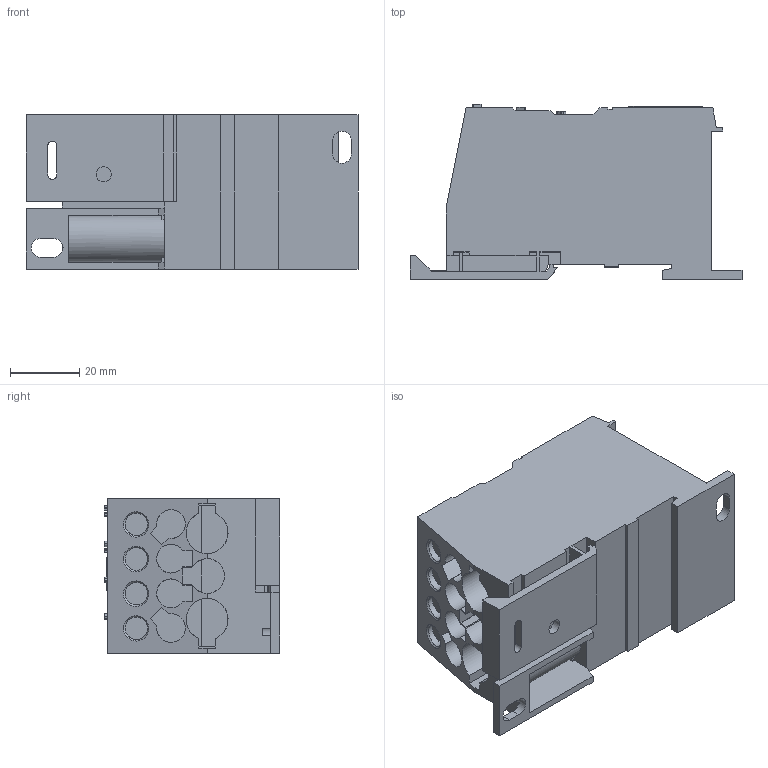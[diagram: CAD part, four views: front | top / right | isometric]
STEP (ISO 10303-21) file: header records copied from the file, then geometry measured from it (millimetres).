
FILE_DESCRIPTION(('FreeCAD Model'),'2;1');
FILE_NAME('1743_SVB_250.stp','2018-09-01T18:17:50',('Author'),(''), 'Open CASCADE STEP processor 7.2','FreeCAD','Unknown');
FILE_SCHEMA(('AUTOMOTIVE_DESIGN { 1 0 10303 214 1 1 1 1 }'));
Length unit declared in the file: millimetre
Products named in the file (1): 1743_SVB_250
Bounding box: 95.8 x 50.5 x 44.6 mm (x, y, z)
Volume: 137901.7 mm3; surface area: 30560.4 mm2
Topology: 1 solids, 1 shells, 414 faces, 1121 edges, 745 vertices
Faces by surface type: plane 261, bspline 120, cylinder 32, cone 1
Full cylindrical faces by diameter (mm): 4.4 x1, 5.3 x8, 5.4 x1, 6.5 x4, 7 x2, 15 x1, 23.7 x1
Entity records: 29223 total; most frequent: CARTESIAN_POINT 8367, DIRECTION 3224, LINE 2445, VECTOR 2445, ORIENTED_EDGE 2242, PCURVE 2242, DEFINITIONAL_REPRESENTATION 2242, EDGE_CURVE 1121
